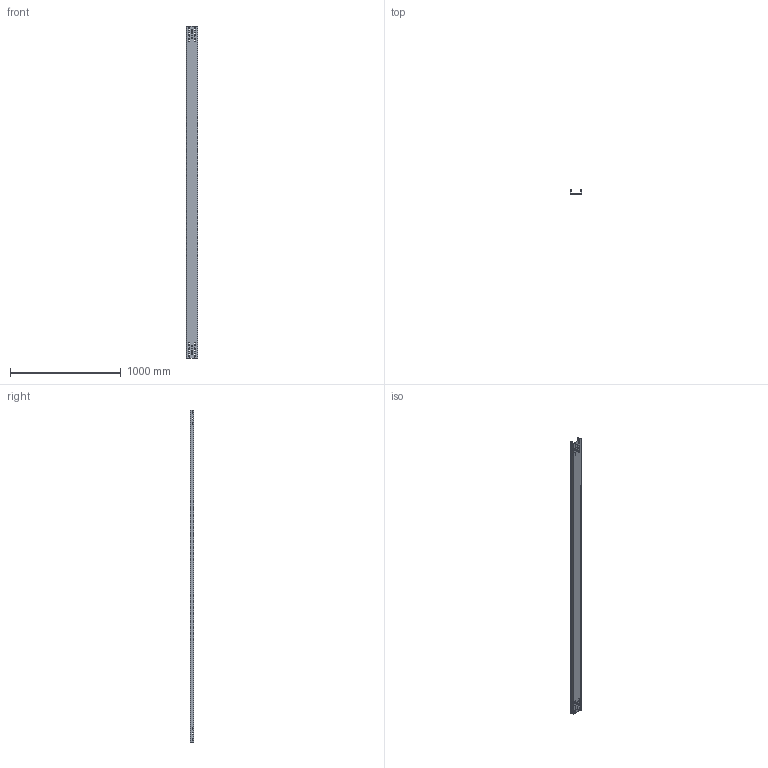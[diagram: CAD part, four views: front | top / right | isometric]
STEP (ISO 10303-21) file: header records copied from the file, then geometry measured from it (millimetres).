
FILE_DESCRIPTION((''),'2;1');
FILE_NAME('6053548','2012-07-17T',('AndreasKeweloh'),(''),'PRO/ENGINEER BY PARAMETRIC TECHNOLOGY CORPORATION, 2012130','PRO/ENGINEER BY PARAMETRIC TECHNOLOGY CORPORATION, 2012130','');
FILE_SCHEMA(('CONFIG_CONTROL_DESIGN'));
Length unit declared in the file: millimetre
Products named in the file (1): 6053548
Bounding box: 100 x 35 x 3000 mm (x, y, z)
Volume: 580118.9 mm3; surface area: 1168355.6 mm2
Topology: 1 solids, 1 shells, 130 faces, 384 edges, 256 vertices
Faces by surface type: plane 66, cylinder 64
Entity records: 4526 total; most frequent: DIRECTION 772, CARTESIAN_POINT 770, ORIENTED_EDGE 768, EDGE_CURVE 384, AXIS2_PLACEMENT_3D 258, VECTOR 256, LINE 256, VERTEX_POINT 256
